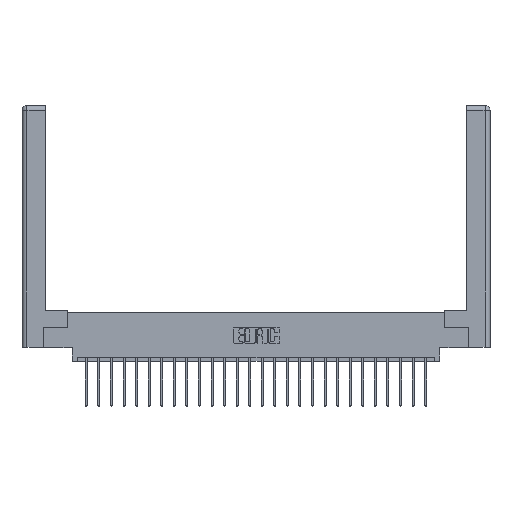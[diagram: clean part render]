
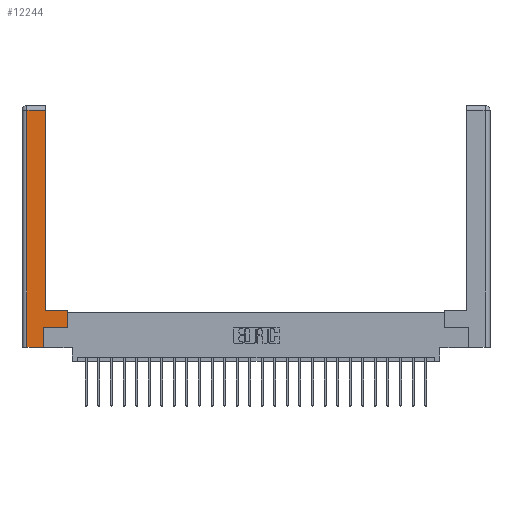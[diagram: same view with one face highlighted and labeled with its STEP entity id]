
A CAD part, top view. The second image highlights one B-rep face of the part: STEP entity #12244.
In plain terms, the highlighted planar face has unit normal (0, 0, 1).
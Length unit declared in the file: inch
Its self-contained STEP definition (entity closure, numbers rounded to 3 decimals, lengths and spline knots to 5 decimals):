
#136 = DIRECTION ( 'NONE',  ( -1., 0., 0. ) ) ;
#139 = AXIS2_PLACEMENT_3D ( 'NONE', #718, #14588, #16643 ) ;
#718 = CARTESIAN_POINT ( 'NONE',  ( 0., 0., 0. ) ) ;
#947 = LINE ( 'NONE', #21164, #13002 ) ;
#1136 = LINE ( 'NONE', #16622, #17239 ) ;
#1613 = CARTESIAN_POINT ( 'NONE',  ( 0.265, 0., 0. ) ) ;
#1963 = DIRECTION ( 'NONE',  ( -1., 0., 0. ) ) ;
#2001 = VERTEX_POINT ( 'NONE', #8736 ) ;
#2588 = VECTOR ( 'NONE', #13216, 39.37008 ) ;
#2673 = ORIENTED_EDGE ( 'NONE', *, *, #3238, .T. ) ;
#2828 = VECTOR ( 'NONE', #10939, 39.37008 ) ;
#3238 = EDGE_CURVE ( 'NONE', #25576, #5660, #19244, .T. ) ;
#3317 = VECTOR ( 'NONE', #18326, 39.37008 ) ;
#3822 = CARTESIAN_POINT ( 'NONE',  ( 0.0615, 0., 0. ) ) ;
#4285 = EDGE_CURVE ( 'NONE', #17019, #25576, #947, .T. ) ;
#4437 = EDGE_CURVE ( 'NONE', #22037, #14498, #23497, .T. ) ;
#5204 = CARTESIAN_POINT ( 'NONE',  ( 0.565, 0.45, 0. ) ) ;
#5506 = VECTOR ( 'NONE', #136, 39.37008 ) ;
#5660 = VERTEX_POINT ( 'NONE', #20200 ) ;
#6131 = LINE ( 'NONE', #14189, #5506 ) ;
#7122 = DIRECTION ( 'NONE',  ( 0., 1., 0. ) ) ;
#8058 = ORIENTED_EDGE ( 'NONE', *, *, #15165, .T. ) ;
#8736 = CARTESIAN_POINT ( 'NONE',  ( 0.295, 2.94, 0. ) ) ;
#9750 = ORIENTED_EDGE ( 'NONE', *, *, #18172, .T. ) ;
#10746 = EDGE_LOOP ( 'NONE', ( #9750, #24956, #21769, #21614, #8058, #21570, #23107, #2673 ) ) ;
#10939 = DIRECTION ( 'NONE',  ( 0., -1., 0. ) ) ;
#11195 = LINE ( 'NONE', #18764, #21982 ) ;
#12244 = ADVANCED_FACE ( 'NONE', ( #21476 ), #12839, .F. ) ;
#12839 = PLANE ( 'NONE',  #139 ) ;
#12984 = EDGE_CURVE ( 'NONE', #14498, #23331, #24987, .T. ) ;
#13002 = VECTOR ( 'NONE', #7122, 39.37008 ) ;
#13216 = DIRECTION ( 'NONE',  ( 0., 1., 0. ) ) ;
#14189 = CARTESIAN_POINT ( 'NONE',  ( 0.0615, 2.94, 0. ) ) ;
#14402 = EDGE_CURVE ( 'NONE', #2001, #22037, #6131, .T. ) ;
#14498 = VERTEX_POINT ( 'NONE', #3822 ) ;
#14588 = DIRECTION ( 'NONE',  ( 0., 0., -1. ) ) ;
#15165 = EDGE_CURVE ( 'NONE', #23331, #20704, #11195, .T. ) ;
#16299 = CARTESIAN_POINT ( 'NONE',  ( 0.265, 0., 0. ) ) ;
#16622 = CARTESIAN_POINT ( 'NONE',  ( 0.565, 0.245, 0. ) ) ;
#16643 = DIRECTION ( 'NONE',  ( -1., 0., 0. ) ) ;
#17019 = VERTEX_POINT ( 'NONE', #23414 ) ;
#17239 = VECTOR ( 'NONE', #22614, 39.37008 ) ;
#18026 = CARTESIAN_POINT ( 'NONE',  ( 0.0615, 2.94, 0. ) ) ;
#18084 = CARTESIAN_POINT ( 'NONE',  ( 0.265, 0.245, 0. ) ) ;
#18172 = EDGE_CURVE ( 'NONE', #5660, #2001, #18754, .T. ) ;
#18326 = DIRECTION ( 'NONE',  ( 1., 0., 0. ) ) ;
#18754 = LINE ( 'NONE', #25355, #2588 ) ;
#18764 = CARTESIAN_POINT ( 'NONE',  ( 0.265, 0.245, 0. ) ) ;
#19244 = LINE ( 'NONE', #20191, #20855 ) ;
#20191 = CARTESIAN_POINT ( 'NONE',  ( 0.295, 0.45, 0. ) ) ;
#20200 = CARTESIAN_POINT ( 'NONE',  ( 0.295, 0.45, 0. ) ) ;
#20704 = VERTEX_POINT ( 'NONE', #18084 ) ;
#20855 = VECTOR ( 'NONE', #1963, 39.37008 ) ;
#21164 = CARTESIAN_POINT ( 'NONE',  ( 0.565, 0.45, 0. ) ) ;
#21476 = FACE_OUTER_BOUND ( 'NONE', #10746, .T. ) ;
#21570 = ORIENTED_EDGE ( 'NONE', *, *, #22154, .T. ) ;
#21614 = ORIENTED_EDGE ( 'NONE', *, *, #12984, .T. ) ;
#21769 = ORIENTED_EDGE ( 'NONE', *, *, #4437, .T. ) ;
#21982 = VECTOR ( 'NONE', #24974, 39.37008 ) ;
#22037 = VERTEX_POINT ( 'NONE', #18026 ) ;
#22154 = EDGE_CURVE ( 'NONE', #20704, #17019, #1136, .T. ) ;
#22614 = DIRECTION ( 'NONE',  ( 1., 0., 0. ) ) ;
#23107 = ORIENTED_EDGE ( 'NONE', *, *, #4285, .T. ) ;
#23331 = VERTEX_POINT ( 'NONE', #1613 ) ;
#23414 = CARTESIAN_POINT ( 'NONE',  ( 0.565, 0.245, 0. ) ) ;
#23497 = LINE ( 'NONE', #23647, #2828 ) ;
#23647 = CARTESIAN_POINT ( 'NONE',  ( 0.0615, 0., 0. ) ) ;
#24956 = ORIENTED_EDGE ( 'NONE', *, *, #14402, .T. ) ;
#24974 = DIRECTION ( 'NONE',  ( 0., 1., 0. ) ) ;
#24987 = LINE ( 'NONE', #16299, #3317 ) ;
#25355 = CARTESIAN_POINT ( 'NONE',  ( 0.295, 3., 0. ) ) ;
#25576 = VERTEX_POINT ( 'NONE', #5204 ) ;
